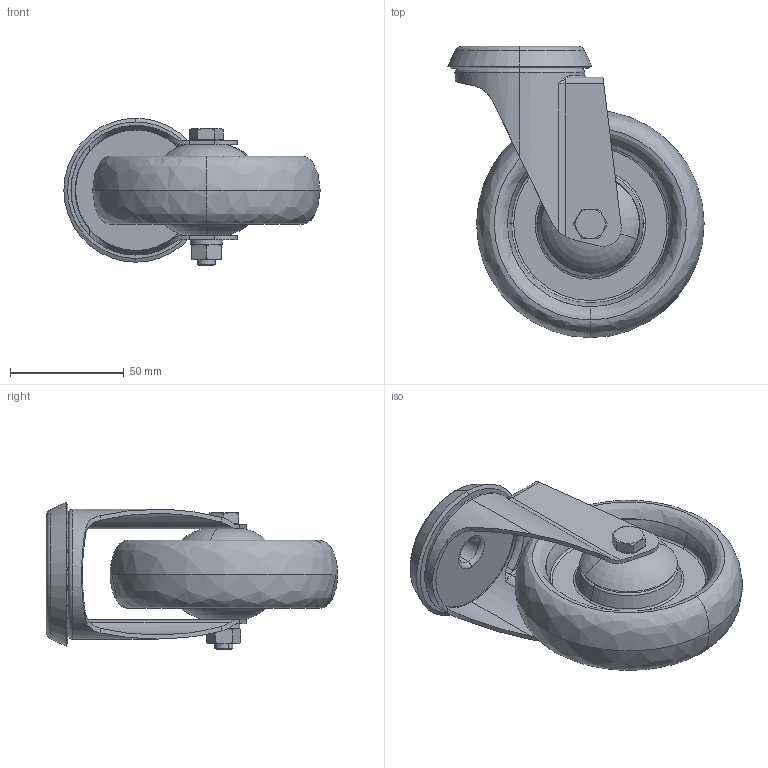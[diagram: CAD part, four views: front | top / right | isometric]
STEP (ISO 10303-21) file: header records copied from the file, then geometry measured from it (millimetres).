
FILE_DESCRIPTION (( 'STEP AP214' ), '1' );
FILE_NAME ('0030128.step', '2021-05-20T10:38:39', ( 'Windows-Benutzer' ), ( '' ), 'SwSTEP 2.0', 'SolidWorks 2020', '' );
FILE_SCHEMA (( 'AUTOMOTIVE_DESIGN' ));
Length unit declared in the file: millimetre
Products named in the file (1): 0030128
Bounding box: 112.64 x 128 x 64.84 mm (x, y, z)
Volume: 192725.4 mm3; surface area: 83671.8 mm2
Topology: 8 solids, 8 shells, 252 faces, 548 edges, 322 vertices
Faces by surface type: torus 66, plane 62, cylinder 54, cone 54, bspline 16
Entity records: 10241 total; most frequent: CARTESIAN_POINT 1871, DIRECTION 1246, ORIENTED_EDGE 1088, AXIS2_PLACEMENT_3D 551, EDGE_CURVE 544, VERTEX_POINT 322, CIRCLE 314, EDGE_LOOP 282
